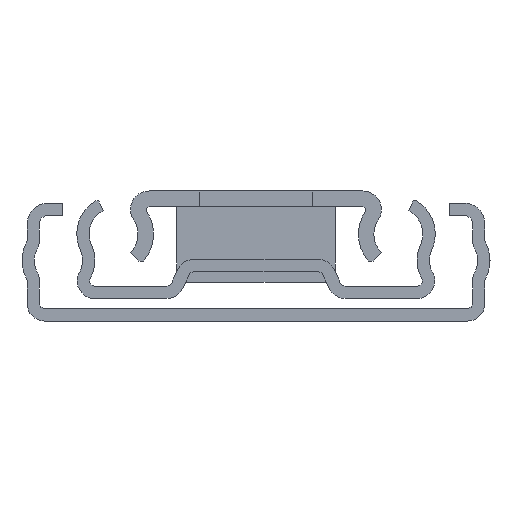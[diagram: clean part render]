
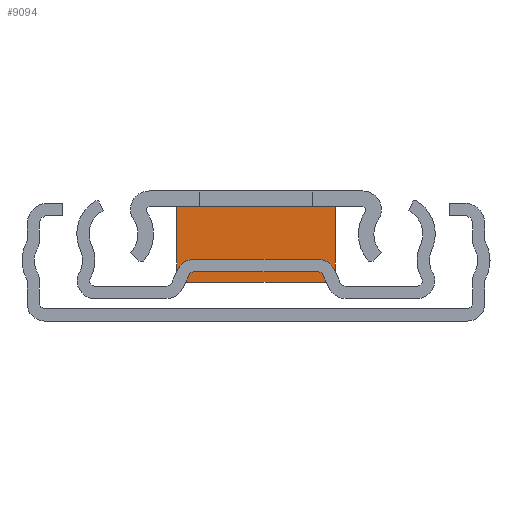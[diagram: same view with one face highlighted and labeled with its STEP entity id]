
A CAD part, left-side view. The second image highlights one B-rep face of the part: STEP entity #9094.
In plain terms, the highlighted planar face has unit normal (-1, 0, 0).
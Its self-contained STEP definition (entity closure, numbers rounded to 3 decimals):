
#195 = VECTOR ( 'NONE', #1125, 1000. ) ;
#540 = ORIENTED_EDGE ( 'NONE', *, *, #936, .F. ) ;
#936 = EDGE_CURVE ( 'NONE', #2085, #1922, #7696, .T. ) ;
#1125 = DIRECTION ( 'NONE',  ( 0., 0., 1. ) ) ;
#1386 = VECTOR ( 'NONE', #8391, 1000. ) ;
#1781 = DIRECTION ( 'NONE',  ( 0., 1., 0. ) ) ;
#1862 = LINE ( 'NONE', #4857, #195 ) ;
#1922 = VERTEX_POINT ( 'NONE', #3247 ) ;
#2025 = VERTEX_POINT ( 'NONE', #2755 ) ;
#2085 = VERTEX_POINT ( 'NONE', #8236 ) ;
#2404 = VECTOR ( 'NONE', #8021, 1000. ) ;
#2415 = EDGE_LOOP ( 'NONE', ( #7278, #7236, #540, #6276 ) ) ;
#2419 = LINE ( 'NONE', #4487, #6454 ) ;
#2755 = CARTESIAN_POINT ( 'NONE',  ( -1.5, -7.75, -1.507 ) ) ;
#3247 = CARTESIAN_POINT ( 'NONE',  ( -1.5, 7.75, -8.907 ) ) ;
#3351 = DIRECTION ( 'NONE',  ( 1., 0., 0. ) ) ;
#4352 = EDGE_CURVE ( 'NONE', #1922, #7685, #1862, .T. ) ;
#4487 = CARTESIAN_POINT ( 'NONE',  ( -1.5, -7.75, -1.507 ) ) ;
#4711 = AXIS2_PLACEMENT_3D ( 'NONE', #8534, #3351, #1781 ) ;
#4857 = CARTESIAN_POINT ( 'NONE',  ( -1.5, 7.75, -8.907 ) ) ;
#5063 = EDGE_CURVE ( 'NONE', #2085, #2025, #6503, .T. ) ;
#5428 = DIRECTION ( 'NONE',  ( 0., 1., 0. ) ) ;
#6276 = ORIENTED_EDGE ( 'NONE', *, *, #5063, .T. ) ;
#6454 = VECTOR ( 'NONE', #5428, 1000. ) ;
#6503 = LINE ( 'NONE', #9498, #2404 ) ;
#7236 = ORIENTED_EDGE ( 'NONE', *, *, #4352, .F. ) ;
#7278 = ORIENTED_EDGE ( 'NONE', *, *, #9010, .T. ) ;
#7605 = CARTESIAN_POINT ( 'NONE',  ( -1.5, -7.75, -8.907 ) ) ;
#7685 = VERTEX_POINT ( 'NONE', #8739 ) ;
#7696 = LINE ( 'NONE', #7605, #1386 ) ;
#7844 = FACE_OUTER_BOUND ( 'NONE', #2415, .T. ) ;
#8021 = DIRECTION ( 'NONE',  ( 0., 0., 1. ) ) ;
#8236 = CARTESIAN_POINT ( 'NONE',  ( -1.5, -7.75, -8.907 ) ) ;
#8391 = DIRECTION ( 'NONE',  ( 0., 1., 0. ) ) ;
#8534 = CARTESIAN_POINT ( 'NONE',  ( -1.5, -7.75, -8.907 ) ) ;
#8739 = CARTESIAN_POINT ( 'NONE',  ( -1.5, 7.75, -1.507 ) ) ;
#9010 = EDGE_CURVE ( 'NONE', #2025, #7685, #2419, .T. ) ;
#9094 = ADVANCED_FACE ( 'NONE', ( #7844 ), #9372, .F. ) ;
#9372 = PLANE ( 'NONE',  #4711 ) ;
#9498 = CARTESIAN_POINT ( 'NONE',  ( -1.5, -7.75, -8.907 ) ) ;
